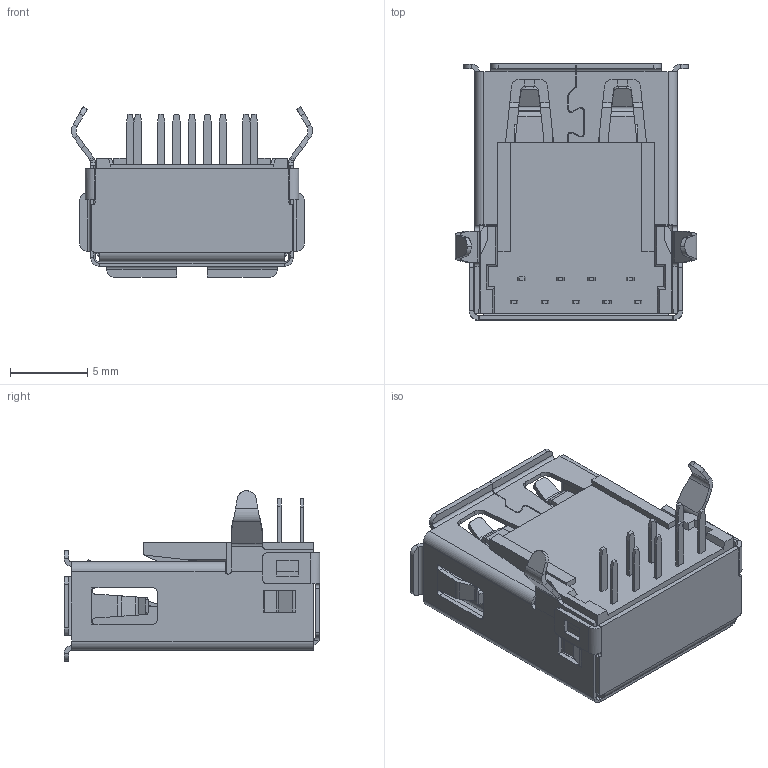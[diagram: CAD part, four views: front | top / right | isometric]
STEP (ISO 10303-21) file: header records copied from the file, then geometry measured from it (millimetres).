
FILE_DESCRIPTION((''),'2;1');
FILE_NAME('10117835_SW0001','2011-08-10T',('fub'),('FCI - ELECTRONICS'),'PRO/ENGINEER BY PARAMETRIC TECHNOLOGY CORPORATION, 2008250','PRO/ENGINEER BY PARAMETRIC TECHNOLOGY CORPORATION, 2008250','');
FILE_SCHEMA(('CONFIG_CONTROL_DESIGN'));
Length unit declared in the file: millimetre
Products named in the file (1): 10117835_SW0001
Bounding box: 15.58 x 16.53 x 11 mm (x, y, z)
Volume: 818.5 mm3; surface area: 2127.6 mm2
Topology: 1 solids, 1 shells, 1032 faces, 2695 edges, 1664 vertices
Faces by surface type: plane 710, cylinder 247, bspline 71, cone 4
Entity records: 34193 total; most frequent: CARTESIAN_POINT 9124, ORIENTED_EDGE 5390, DIRECTION 4871, EDGE_CURVE 2695, VECTOR 2085, LINE 2085, VERTEX_POINT 1664, AXIS2_PLACEMENT_3D 1393
